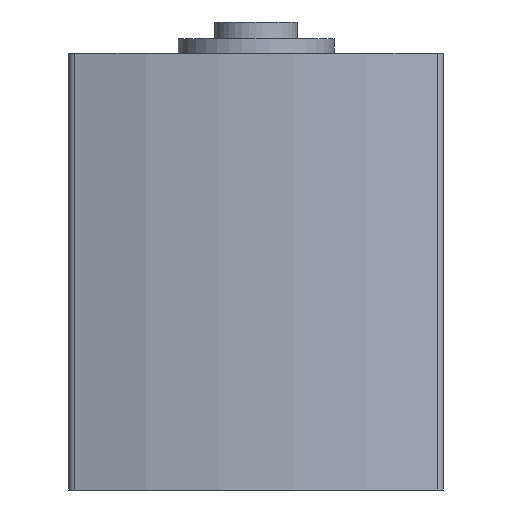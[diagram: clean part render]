
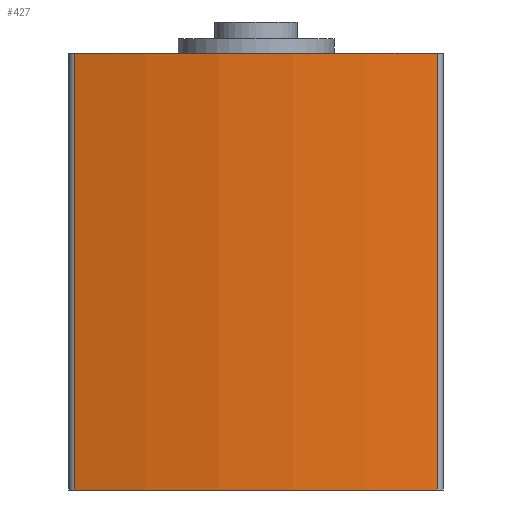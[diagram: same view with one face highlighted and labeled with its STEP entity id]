
A CAD part, front view. The second image highlights one B-rep face of the part: STEP entity #427.
In plain terms, the highlighted cylindrical face has radius 30 mm (diameter 60 mm), a partial arc.
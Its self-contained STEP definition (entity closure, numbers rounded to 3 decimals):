
#34=CIRCLE('',#489,30.);
#35=CIRCLE('',#490,30.);
#67=CYLINDRICAL_SURFACE('',#488,30.);
#90=ORIENTED_EDGE('',*,*,#185,.F.);
#91=ORIENTED_EDGE('',*,*,#184,.F.);
#92=ORIENTED_EDGE('',*,*,#186,.T.);
#93=ORIENTED_EDGE('',*,*,#187,.T.);
#184=EDGE_CURVE('',#231,#230,#270,.T.);
#185=EDGE_CURVE('',#230,#232,#34,.T.);
#186=EDGE_CURVE('',#231,#233,#35,.T.);
#187=EDGE_CURVE('',#233,#232,#271,.T.);
#230=VERTEX_POINT('',#719);
#231=VERTEX_POINT('',#721);
#232=VERTEX_POINT('',#725);
#233=VERTEX_POINT('',#727);
#270=LINE('',#722,#284);
#271=LINE('',#728,#285);
#284=VECTOR('',#567,1000.);
#285=VECTOR('',#574,1000.);
#296=EDGE_LOOP('',(#90,#91,#92,#93));
#354=FACE_BOUND('',#296,.T.);
#427=ADVANCED_FACE('',(#354),#67,.T.);
#488=AXIS2_PLACEMENT_3D('',#723,#568,#569);
#489=AXIS2_PLACEMENT_3D('',#724,#570,#571);
#490=AXIS2_PLACEMENT_3D('',#726,#572,#573);
#567=DIRECTION('',(0.,0.,1.));
#568=DIRECTION('',(0.,0.,1.));
#569=DIRECTION('',(1.,0.,0.));
#570=DIRECTION('',(0.,0.,1.));
#571=DIRECTION('',(1.,0.,0.));
#572=DIRECTION('',(0.,0.,1.));
#573=DIRECTION('',(1.,0.,0.));
#574=DIRECTION('',(0.,0.,1.));
#719=CARTESIAN_POINT('',(-8.716,-6.206,0.));
#721=CARTESIAN_POINT('',(-8.716,-6.206,-21.));
#722=CARTESIAN_POINT('',(-8.716,-6.206,-21.));
#723=CARTESIAN_POINT('',(0.,22.5,-21.));
#724=CARTESIAN_POINT('',(0.,22.5,0.));
#725=CARTESIAN_POINT('',(8.716,-6.206,0.));
#726=CARTESIAN_POINT('',(0.,22.5,-21.));
#727=CARTESIAN_POINT('',(8.716,-6.206,-21.));
#728=CARTESIAN_POINT('',(8.716,-6.206,-21.));
